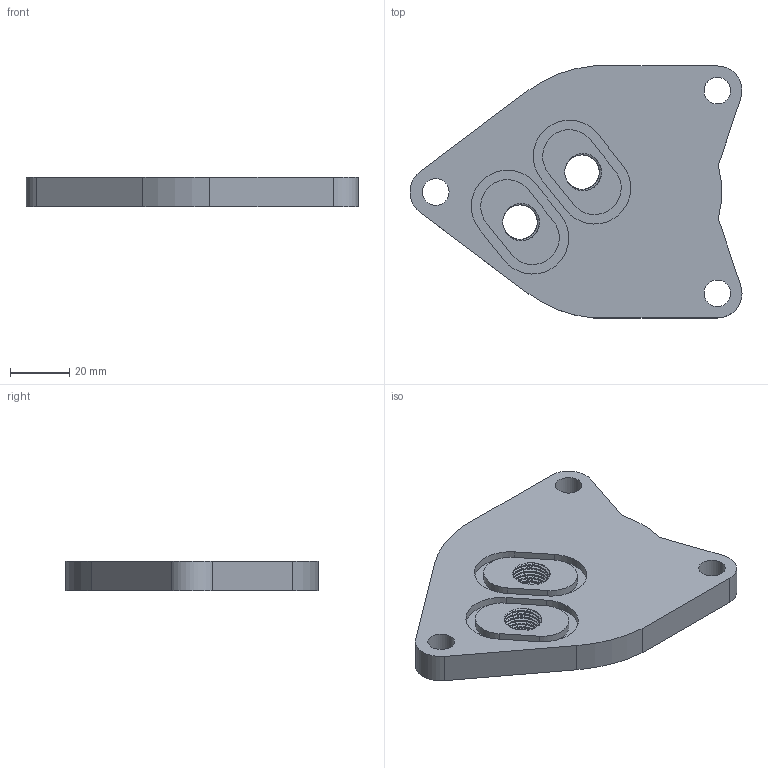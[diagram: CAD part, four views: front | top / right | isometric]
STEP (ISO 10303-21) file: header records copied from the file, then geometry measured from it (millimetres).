
FILE_DESCRIPTION(/* description */ (''),/* implementation_level */ '2;1');
FILE_NAME(/* name */ 'Adaptateur v6.step',/* time_stamp */ '2022-06-15T15:39:50+02:00',/* author */ (''),/* organization */ (''),/* preprocessor_version */ 'ST-DEVELOPER v19',/* originating_system */ 'Autodesk Translation Framework v11.7.0.108',/* authorisation */ '');
FILE_SCHEMA (('AUTOMOTIVE_DESIGN { 1 0 10303 214 3 1 1 }'));
Length unit declared in the file: millimetre
Products named in the file (1): Adaptateur
Bounding box: 111.97 x 85 x 10 mm (x, y, z)
Volume: 65913.9 mm3; surface area: 19933.3 mm2
Topology: 1 solids, 1 shells, 67 faces, 183 edges, 122 vertices
Faces by surface type: cylinder 35, plane 20, bspline 12
Full cylindrical faces by diameter (mm): 9 x3, 13.157 x14
Entity records: 10082 total; most frequent: CARTESIAN_POINT 8457, ORIENTED_EDGE 366, DIRECTION 267, EDGE_CURVE 183, VERTEX_POINT 122, AXIS2_PLACEMENT_3D 96, EDGE_LOOP 81, LINE 75
